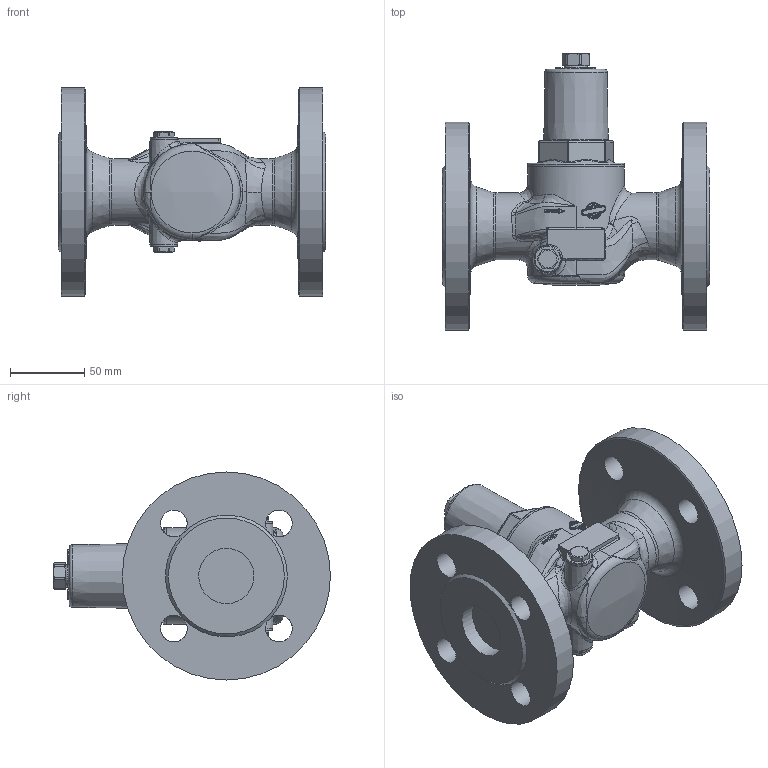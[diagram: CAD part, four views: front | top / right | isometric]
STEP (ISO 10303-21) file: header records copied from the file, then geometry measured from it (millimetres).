
FILE_DESCRIPTION(/* description */ (''),/* implementation_level */ '2;1');
FILE_NAME(/* name */ '087805.stp',/* time_stamp */ '2024-01-19T12:47:29+01:00',/* author */ ('gninka'),/* organization */ (''),/* preprocessor_version */ 'ST-DEVELOPER v19',/* originating_system */ 'Autodesk Inventor 2023',/* authorisation */ '');
FILE_SCHEMA (('AUTOMOTIVE_DESIGN { 1 0 10303 214 3 1 1 }'));
Length unit declared in the file: millimetre
Products named in the file (1): 087805-56330.20240119_step
Bounding box: 180 x 186.28 x 140 mm (x, y, z)
Volume: 1019278.6 mm3; surface area: 120383.5 mm2
Topology: 1 solids, 1 shells, 540 faces, 1481 edges, 947 vertices
Faces by surface type: bspline 249, plane 123, cylinder 88, cone 38, torus 33, sphere 9
Full cylindrical faces by diameter (mm): 2 x1, 5 x1, 10 x1, 10.2 x1, 15 x1, 18 x10, 37.2 x2, 45 x2, 65 x1, 140 x2
Entity records: 33480 total; most frequent: CARTESIAN_POINT 21876, ORIENTED_EDGE 2942, DIRECTION 1626, EDGE_CURVE 1471, VERTEX_POINT 947, B_SPLINE_CURVE_WITH_KNOTS 787, AXIS2_PLACEMENT_3D 698, EDGE_LOOP 570
